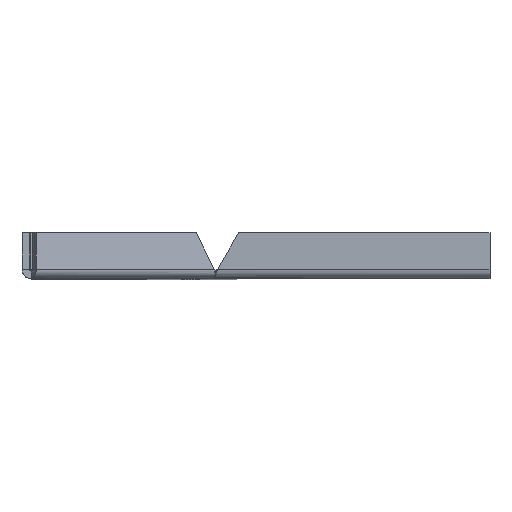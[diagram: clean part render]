
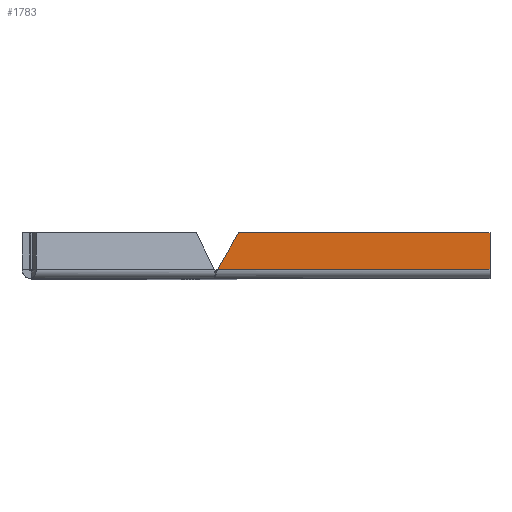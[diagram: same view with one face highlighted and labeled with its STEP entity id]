
A CAD part, top view. The second image highlights one B-rep face of the part: STEP entity #1783.
In plain terms, the highlighted planar face has unit normal (0, 0, 1).
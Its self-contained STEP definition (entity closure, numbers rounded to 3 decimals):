
#14 = CARTESIAN_POINT ( 'NONE',  ( 150., 12.5, 2.5 ) ) ;
#114 = ORIENTED_EDGE ( 'NONE', *, *, #529, .T. ) ;
#125 = EDGE_CURVE ( 'NONE', #935, #1928, #781, .T. ) ;
#132 = PLANE ( 'NONE',  #729 ) ;
#160 = DIRECTION ( 'NONE',  ( -1., 0., 0. ) ) ;
#165 = FACE_OUTER_BOUND ( 'NONE', #434, .T. ) ;
#247 = CARTESIAN_POINT ( 'NONE',  ( 150., 0.5, 2.5 ) ) ;
#274 = VECTOR ( 'NONE', #955, 1000. ) ;
#321 = DIRECTION ( 'NONE',  ( -1., 0., 0. ) ) ;
#392 = EDGE_CURVE ( 'NONE', #826, #935, #520, .T. ) ;
#434 = EDGE_LOOP ( 'NONE', ( #114, #900, #790, #537 ) ) ;
#520 = LINE ( 'NONE', #1188, #551 ) ;
#529 = EDGE_CURVE ( 'NONE', #1671, #1928, #1036, .T. ) ;
#537 = ORIENTED_EDGE ( 'NONE', *, *, #1154, .T. ) ;
#551 = VECTOR ( 'NONE', #2010, 1000. ) ;
#729 = AXIS2_PLACEMENT_3D ( 'NONE', #825, #1802, #321 ) ;
#751 = CARTESIAN_POINT ( 'NONE',  ( 61.188, 0.5, 2.5 ) ) ;
#781 = LINE ( 'NONE', #813, #274 ) ;
#790 = ORIENTED_EDGE ( 'NONE', *, *, #392, .F. ) ;
#813 = CARTESIAN_POINT ( 'NONE',  ( 61.188, 0.5, 2.5 ) ) ;
#825 = CARTESIAN_POINT ( 'NONE',  ( 0., 0., 2.5 ) ) ;
#826 = VERTEX_POINT ( 'NONE', #247 ) ;
#900 = ORIENTED_EDGE ( 'NONE', *, *, #125, .F. ) ;
#914 = CARTESIAN_POINT ( 'NONE',  ( 68.116, 12.5, 2.5 ) ) ;
#935 = VERTEX_POINT ( 'NONE', #751 ) ;
#955 = DIRECTION ( 'NONE',  ( 0.5, 0.866, 0. ) ) ;
#996 = VECTOR ( 'NONE', #160, 1000. ) ;
#1036 = LINE ( 'NONE', #1485, #996 ) ;
#1154 = EDGE_CURVE ( 'NONE', #826, #1671, #1833, .T. ) ;
#1188 = CARTESIAN_POINT ( 'NONE',  ( 0., 0.5, 2.5 ) ) ;
#1349 = CARTESIAN_POINT ( 'NONE',  ( 150., 12.5, 2.5 ) ) ;
#1485 = CARTESIAN_POINT ( 'NONE',  ( 60., 12.5, 2.5 ) ) ;
#1671 = VERTEX_POINT ( 'NONE', #1349 ) ;
#1783 = ADVANCED_FACE ( 'NONE', ( #165 ), #132, .F. ) ;
#1802 = DIRECTION ( 'NONE',  ( 0., 0., -1. ) ) ;
#1820 = DIRECTION ( 'NONE',  ( 0., 1., 0. ) ) ;
#1833 = LINE ( 'NONE', #14, #1962 ) ;
#1928 = VERTEX_POINT ( 'NONE', #914 ) ;
#1962 = VECTOR ( 'NONE', #1820, 1000. ) ;
#2010 = DIRECTION ( 'NONE',  ( -1., 0., 0. ) ) ;
